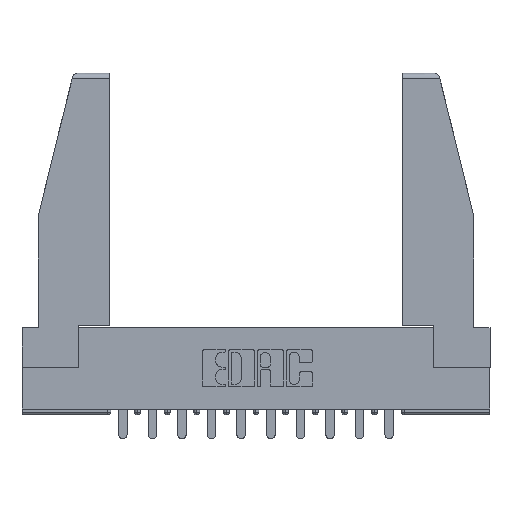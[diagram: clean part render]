
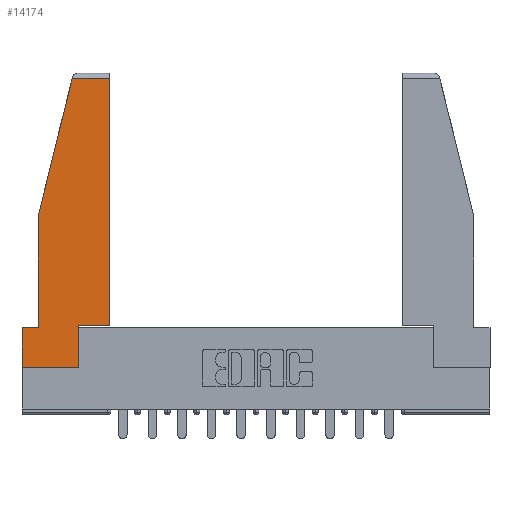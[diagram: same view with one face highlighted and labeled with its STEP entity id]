
A CAD part, top view. The second image highlights one B-rep face of the part: STEP entity #14174.
In plain terms, the highlighted planar face has unit normal (0, 0, 1).
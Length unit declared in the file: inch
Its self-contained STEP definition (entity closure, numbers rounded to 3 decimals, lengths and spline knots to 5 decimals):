
#14 = CARTESIAN_POINT ( 'NONE',  ( 0.461, 0.223, 0. ) ) ;
#117 = EDGE_CURVE ( 'NONE', #13308, #15045, #8575, .T. ) ;
#443 = VERTEX_POINT ( 'NONE', #15235 ) ;
#906 = ORIENTED_EDGE ( 'NONE', *, *, #2111, .T. ) ;
#1323 = VECTOR ( 'NONE', #1740, 39.37008 ) ;
#1337 = CARTESIAN_POINT ( 'NONE',  ( 0.297, 0., 0. ) ) ;
#1374 = CARTESIAN_POINT ( 'NONE',  ( 0.271, 1.55, 0. ) ) ;
#1390 = DIRECTION ( 'NONE',  ( 0., 1., 0. ) ) ;
#1611 = CARTESIAN_POINT ( 'NONE',  ( 0.086, 0.8, 0. ) ) ;
#1740 = DIRECTION ( 'NONE',  ( 0., -1., 0. ) ) ;
#1745 = CARTESIAN_POINT ( 'NONE',  ( 0., 0., 0. ) ) ;
#1912 = CARTESIAN_POINT ( 'NONE',  ( 0., 1.52, 0. ) ) ;
#2111 = EDGE_CURVE ( 'NONE', #14657, #13308, #3004, .T. ) ;
#2344 = CARTESIAN_POINT ( 'NONE',  ( 0., 0., 0. ) ) ;
#2443 = VECTOR ( 'NONE', #12854, 39.37008 ) ;
#3004 = LINE ( 'NONE', #1912, #16582 ) ;
#3565 = LINE ( 'NONE', #14824, #1323 ) ;
#3652 = CARTESIAN_POINT ( 'NONE',  ( 0.461, 0.223, 0. ) ) ;
#3682 = PLANE ( 'NONE',  #5794 ) ;
#3857 = DIRECTION ( 'NONE',  ( -0.239, -0.971, 0. ) ) ;
#4161 = EDGE_LOOP ( 'NONE', ( #15664, #906, #13020, #7442, #16937, #9461, #14710, #10318, #10467 ) ) ;
#4199 = CARTESIAN_POINT ( 'NONE',  ( 0., 0.21, 0. ) ) ;
#4264 = DIRECTION ( 'NONE',  ( -1., 0., 0. ) ) ;
#4318 = CARTESIAN_POINT ( 'NONE',  ( 0., 0.21, 0. ) ) ;
#4323 = VERTEX_POINT ( 'NONE', #6430 ) ;
#4546 = DIRECTION ( 'NONE',  ( 1., 0., 0. ) ) ;
#4561 = VERTEX_POINT ( 'NONE', #4318 ) ;
#4591 = EDGE_CURVE ( 'NONE', #15045, #443, #3565, .T. ) ;
#5112 = EDGE_CURVE ( 'NONE', #443, #4561, #13660, .T. ) ;
#5351 = VECTOR ( 'NONE', #9541, 39.37008 ) ;
#5630 = VERTEX_POINT ( 'NONE', #17070 ) ;
#5794 = AXIS2_PLACEMENT_3D ( 'NONE', #2344, #11467, #9010 ) ;
#5819 = EDGE_CURVE ( 'NONE', #8463, #6349, #7649, .T. ) ;
#6214 = VECTOR ( 'NONE', #9397, 39.37008 ) ;
#6349 = VERTEX_POINT ( 'NONE', #14 ) ;
#6430 = CARTESIAN_POINT ( 'NONE',  ( 0., 0., 0. ) ) ;
#6701 = CARTESIAN_POINT ( 'NONE',  ( 0.297, 0.223, 0. ) ) ;
#7028 = CARTESIAN_POINT ( 'NONE',  ( 0.2636, 1.52, 0. ) ) ;
#7442 = ORIENTED_EDGE ( 'NONE', *, *, #4591, .T. ) ;
#7649 = LINE ( 'NONE', #6701, #6214 ) ;
#7985 = LINE ( 'NONE', #3652, #2443 ) ;
#8190 = EDGE_CURVE ( 'NONE', #6349, #14657, #7985, .T. ) ;
#8202 = LINE ( 'NONE', #4199, #5351 ) ;
#8212 = EDGE_CURVE ( 'NONE', #5630, #8463, #13984, .T. ) ;
#8324 = DIRECTION ( 'NONE',  ( -1., 0., 0. ) ) ;
#8347 = FACE_OUTER_BOUND ( 'NONE', #4161, .T. ) ;
#8463 = VERTEX_POINT ( 'NONE', #13528 ) ;
#8575 = LINE ( 'NONE', #1374, #12523 ) ;
#8821 = VECTOR ( 'NONE', #1390, 39.37008 ) ;
#9010 = DIRECTION ( 'NONE',  ( 1., 0., 0. ) ) ;
#9397 = DIRECTION ( 'NONE',  ( 1., 0., 0. ) ) ;
#9461 = ORIENTED_EDGE ( 'NONE', *, *, #12073, .T. ) ;
#9541 = DIRECTION ( 'NONE',  ( 0., -1., 0. ) ) ;
#9798 = CARTESIAN_POINT ( 'NONE',  ( 0.461, 1.52, 0. ) ) ;
#10318 = ORIENTED_EDGE ( 'NONE', *, *, #8212, .T. ) ;
#10467 = ORIENTED_EDGE ( 'NONE', *, *, #5819, .T. ) ;
#11467 = DIRECTION ( 'NONE',  ( 0., 0., 1. ) ) ;
#11932 = CARTESIAN_POINT ( 'NONE',  ( 0., 0.21, 0. ) ) ;
#12073 = EDGE_CURVE ( 'NONE', #4561, #4323, #8202, .T. ) ;
#12442 = LINE ( 'NONE', #1745, #15539 ) ;
#12523 = VECTOR ( 'NONE', #3857, 39.37008 ) ;
#12854 = DIRECTION ( 'NONE',  ( 0., 1., 0. ) ) ;
#13020 = ORIENTED_EDGE ( 'NONE', *, *, #117, .T. ) ;
#13308 = VERTEX_POINT ( 'NONE', #7028 ) ;
#13528 = CARTESIAN_POINT ( 'NONE',  ( 0.297, 0.223, 0. ) ) ;
#13660 = LINE ( 'NONE', #11932, #15531 ) ;
#13984 = LINE ( 'NONE', #1337, #8821 ) ;
#14174 = ADVANCED_FACE ( 'NONE', ( #8347 ), #3682, .T. ) ;
#14657 = VERTEX_POINT ( 'NONE', #9798 ) ;
#14710 = ORIENTED_EDGE ( 'NONE', *, *, #16344, .T. ) ;
#14824 = CARTESIAN_POINT ( 'NONE',  ( 0.086, 0.8, 0. ) ) ;
#15045 = VERTEX_POINT ( 'NONE', #1611 ) ;
#15235 = CARTESIAN_POINT ( 'NONE',  ( 0.086, 0.21, 0. ) ) ;
#15531 = VECTOR ( 'NONE', #8324, 39.37008 ) ;
#15539 = VECTOR ( 'NONE', #4546, 39.37008 ) ;
#15664 = ORIENTED_EDGE ( 'NONE', *, *, #8190, .T. ) ;
#16344 = EDGE_CURVE ( 'NONE', #4323, #5630, #12442, .T. ) ;
#16582 = VECTOR ( 'NONE', #4264, 39.37008 ) ;
#16937 = ORIENTED_EDGE ( 'NONE', *, *, #5112, .T. ) ;
#17070 = CARTESIAN_POINT ( 'NONE',  ( 0.297, 0., 0. ) ) ;
